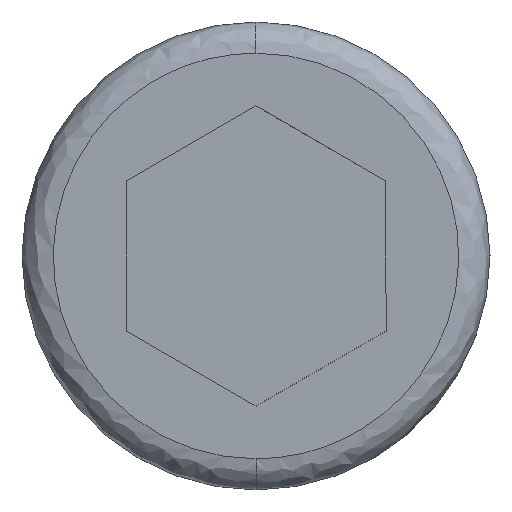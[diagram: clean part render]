
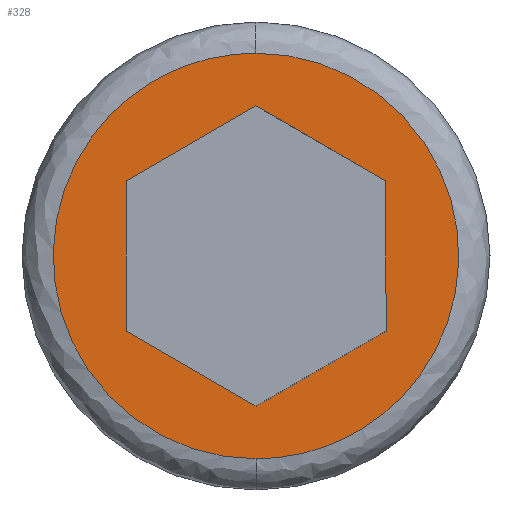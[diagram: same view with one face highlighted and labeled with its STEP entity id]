
A CAD part, left-side view. The second image highlights one B-rep face of the part: STEP entity #328.
In plain terms, the highlighted planar face has unit normal (-1, 0, 0).
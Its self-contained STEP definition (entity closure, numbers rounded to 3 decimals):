
#10 = CARTESIAN_POINT ( 'NONE',  ( -12., 0., 5.774 ) ) ;
#27 = EDGE_LOOP ( 'NONE', ( #512, #537 ) ) ;
#28 = PLANE ( 'NONE',  #355 ) ;
#31 = CARTESIAN_POINT ( 'NONE',  ( -12., 7.387, 0. ) ) ;
#35 = CARTESIAN_POINT ( 'NONE',  ( -12., 0., -7.8 ) ) ;
#53 = CARTESIAN_POINT ( 'NONE',  ( -12., 0., -7.8 ) ) ;
#59 = LINE ( 'NONE', #423, #541 ) ;
#69 = ORIENTED_EDGE ( 'NONE', *, *, #323, .T. ) ;
#73 = DIRECTION ( 'NONE',  ( 0., 0., 1. ) ) ;
#89 = LINE ( 'NONE', #191, #234 ) ;
#90 = LINE ( 'NONE', #138, #149 ) ;
#97 = DIRECTION ( 'NONE',  ( 0., -0.866, 0.5 ) ) ;
#110 = CARTESIAN_POINT ( 'NONE',  ( -12., -15.6, 7.8 ) ) ;
#118 = VERTEX_POINT ( 'NONE', #224 ) ;
#121 = EDGE_CURVE ( 'NONE', #118, #206, #90, .T. ) ;
#138 = CARTESIAN_POINT ( 'NONE',  ( -12., 5., 2.887 ) ) ;
#143 = VERTEX_POINT ( 'NONE', #316 ) ;
#147 = DIRECTION ( 'NONE',  ( 0., 0.866, -0.5 ) ) ;
#149 = VECTOR ( 'NONE', #97, 1000. ) ;
#157 = FACE_OUTER_BOUND ( 'NONE', #27, .T. ) ;
#162 = DIRECTION ( 'NONE',  ( -1., 0., 0. ) ) ;
#166 = CARTESIAN_POINT ( 'NONE',  ( -12., 0., 7.8 ) ) ;
#168 = VERTEX_POINT ( 'NONE', #53 ) ;
#169 = ORIENTED_EDGE ( 'NONE', *, *, #381, .T. ) ;
#187 = EDGE_CURVE ( 'NONE', #269, #143, #494, .T. ) ;
#191 = CARTESIAN_POINT ( 'NONE',  ( -12., -5., 0. ) ) ;
#199 = CARTESIAN_POINT ( 'NONE',  ( -12., 5., 0. ) ) ;
#206 = VERTEX_POINT ( 'NONE', #10 ) ;
#224 = CARTESIAN_POINT ( 'NONE',  ( -12., 5., 2.887 ) ) ;
#234 = VECTOR ( 'NONE', #483, 1000. ) ;
#236 = CARTESIAN_POINT ( 'NONE',  ( -12., 0., -5.774 ) ) ;
#258 = VECTOR ( 'NONE', #271, 1000. ) ;
#260 = EDGE_CURVE ( 'NONE', #327, #296, #89, .T. ) ;
#269 = VERTEX_POINT ( 'NONE', #236 ) ;
#271 = DIRECTION ( 'NONE',  ( 0., 0.866, 0.5 ) ) ;
#273 = ORIENTED_EDGE ( 'NONE', *, *, #260, .T. ) ;
#276 = CARTESIAN_POINT ( 'NONE',  ( -12., 0., -5.774 ) ) ;
#292 = DIRECTION ( 'NONE',  ( 0., 0., 1. ) ) ;
#296 = VERTEX_POINT ( 'NONE', #486 ) ;
#298 = ORIENTED_EDGE ( 'NONE', *, *, #365, .T. ) ;
#316 = CARTESIAN_POINT ( 'NONE',  ( -12., 5., -2.887 ) ) ;
#317 =( BOUNDED_CURVE ( )  B_SPLINE_CURVE ( 3, ( #376, #110, #333, #375 ),
 .UNSPECIFIED., .F., .T. ) 
 B_SPLINE_CURVE_WITH_KNOTS ( ( 4, 4 ),
 ( 0.75, 1.25 ),
 .UNSPECIFIED. ) 
 CURVE ( )  GEOMETRIC_REPRESENTATION_ITEM ( )  RATIONAL_B_SPLINE_CURVE ( ( 1., 0.333, 0.333, 1. ) ) 
 REPRESENTATION_ITEM ( '' )  );
#323 = EDGE_CURVE ( 'NONE', #296, #269, #444, .T. ) ;
#325 = FACE_BOUND ( 'NONE', #357, .T. ) ;
#327 = VERTEX_POINT ( 'NONE', #412 ) ;
#328 = ADVANCED_FACE ( 'NONE', ( #325, #157 ), #28, .T. ) ;
#331 = CARTESIAN_POINT ( 'NONE',  ( -12., -5., -2.887 ) ) ;
#332 = CARTESIAN_POINT ( 'NONE',  ( -12., 15.6, 7.8 ) ) ;
#333 = CARTESIAN_POINT ( 'NONE',  ( -12., -15.6, -7.8 ) ) ;
#334 = VECTOR ( 'NONE', #147, 1000. ) ;
#337 = ORIENTED_EDGE ( 'NONE', *, *, #121, .T. ) ;
#350 = EDGE_CURVE ( 'NONE', #433, #168, #317, .T. ) ;
#355 = AXIS2_PLACEMENT_3D ( 'NONE', #31, #162, #292 ) ;
#357 = EDGE_LOOP ( 'NONE', ( #69, #409, #298, #337, #169, #273 ) ) ;
#360 = EDGE_CURVE ( 'NONE', #168, #433, #374, .T. ) ;
#365 = EDGE_CURVE ( 'NONE', #143, #118, #536, .T. ) ;
#374 =( BOUNDED_CURVE ( )  B_SPLINE_CURVE ( 3, ( #35, #459, #332, #492 ),
 .UNSPECIFIED., .F., .T. ) 
 B_SPLINE_CURVE_WITH_KNOTS ( ( 4, 4 ),
 ( 0.25, 0.75 ),
 .UNSPECIFIED. ) 
 CURVE ( )  GEOMETRIC_REPRESENTATION_ITEM ( )  RATIONAL_B_SPLINE_CURVE ( ( 1., 0.333, 0.333, 1. ) ) 
 REPRESENTATION_ITEM ( '' )  );
#375 = CARTESIAN_POINT ( 'NONE',  ( -12., 0., -7.8 ) ) ;
#376 = CARTESIAN_POINT ( 'NONE',  ( -12., 0., 7.8 ) ) ;
#381 = EDGE_CURVE ( 'NONE', #206, #327, #59, .T. ) ;
#409 = ORIENTED_EDGE ( 'NONE', *, *, #187, .T. ) ;
#412 = CARTESIAN_POINT ( 'NONE',  ( -12., -5., 2.887 ) ) ;
#423 = CARTESIAN_POINT ( 'NONE',  ( -12., 0., 5.774 ) ) ;
#424 = DIRECTION ( 'NONE',  ( 0., -0.866, -0.5 ) ) ;
#433 = VERTEX_POINT ( 'NONE', #166 ) ;
#444 = LINE ( 'NONE', #331, #334 ) ;
#459 = CARTESIAN_POINT ( 'NONE',  ( -12., 15.6, -7.8 ) ) ;
#472 = VECTOR ( 'NONE', #73, 1000. ) ;
#483 = DIRECTION ( 'NONE',  ( 0., 0., -1. ) ) ;
#486 = CARTESIAN_POINT ( 'NONE',  ( -12., -5., -2.887 ) ) ;
#492 = CARTESIAN_POINT ( 'NONE',  ( -12., 0., 7.8 ) ) ;
#494 = LINE ( 'NONE', #276, #258 ) ;
#512 = ORIENTED_EDGE ( 'NONE', *, *, #360, .F. ) ;
#536 = LINE ( 'NONE', #199, #472 ) ;
#537 = ORIENTED_EDGE ( 'NONE', *, *, #350, .F. ) ;
#541 = VECTOR ( 'NONE', #424, 1000. ) ;
